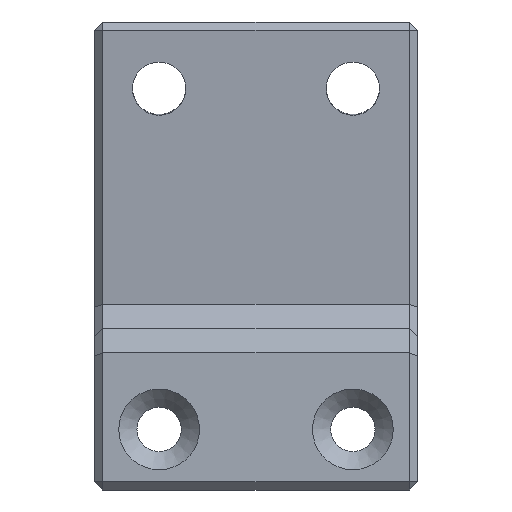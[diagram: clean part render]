
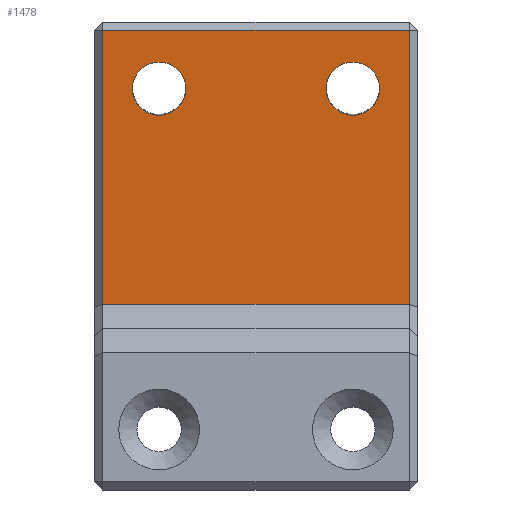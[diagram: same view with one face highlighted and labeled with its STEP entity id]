
A CAD part, left-side view. The second image highlights one B-rep face of the part: STEP entity #1478.
In plain terms, the highlighted planar face has unit normal (-0.996, 0, -0.087).
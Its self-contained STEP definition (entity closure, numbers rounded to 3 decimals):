
#822 = VERTEX_POINT('',#823);
#823 = CARTESIAN_POINT('',(8.983,19.,7.989));
#863 = VERTEX_POINT('',#864);
#864 = CARTESIAN_POINT('',(6.009,19.,41.972));
#870 = EDGE_CURVE('',#822,#863,#871,.T.);
#871 = LINE('',#872,#873);
#872 = CARTESIAN_POINT('',(8.983,19.,7.989));
#873 = VECTOR('',#874,1.);
#874 = DIRECTION('',(-0.087,0.,0.996));
#1037 = VERTEX_POINT('',#1038);
#1038 = CARTESIAN_POINT('',(8.983,-19.,7.989));
#1078 = VERTEX_POINT('',#1079);
#1079 = CARTESIAN_POINT('',(6.009,-19.,41.972));
#1085 = EDGE_CURVE('',#1037,#1078,#1086,.T.);
#1086 = LINE('',#1087,#1088);
#1087 = CARTESIAN_POINT('',(8.983,-19.,7.989));
#1088 = VECTOR('',#1089,1.);
#1089 = DIRECTION('',(-0.087,0.,0.996));
#1456 = EDGE_CURVE('',#822,#1037,#1457,.T.);
#1457 = LINE('',#1458,#1459);
#1458 = CARTESIAN_POINT('',(8.983,20.,7.989));
#1459 = VECTOR('',#1460,1.);
#1460 = DIRECTION('',(0.,-1.,0.));
#1478 = ADVANCED_FACE('',(#1479,#1490,#1501),#1512,.T.);
#1479 = FACE_BOUND('',#1480,.T.);
#1480 = EDGE_LOOP('',(#1481,#1482,#1483,#1489));
#1481 = ORIENTED_EDGE('',*,*,#1456,.T.);
#1482 = ORIENTED_EDGE('',*,*,#1085,.T.);
#1483 = ORIENTED_EDGE('',*,*,#1484,.F.);
#1484 = EDGE_CURVE('',#863,#1078,#1485,.T.);
#1485 = LINE('',#1486,#1487);
#1486 = CARTESIAN_POINT('',(6.009,20.,41.972));
#1487 = VECTOR('',#1488,1.);
#1488 = DIRECTION('',(0.,-1.,0.));
#1489 = ORIENTED_EDGE('',*,*,#870,.F.);
#1490 = FACE_BOUND('',#1491,.T.);
#1491 = EDGE_LOOP('',(#1492));
#1492 = ORIENTED_EDGE('',*,*,#1493,.F.);
#1493 = EDGE_CURVE('',#1494,#1494,#1496,.T.);
#1494 = VERTEX_POINT('',#1495);
#1495 = CARTESIAN_POINT('',(6.645,-8.7,34.711));
#1496 = CIRCLE('',#1497,3.3);
#1497 = AXIS2_PLACEMENT_3D('',#1498,#1499,#1500);
#1498 = CARTESIAN_POINT('',(6.645,-12.,34.711));
#1499 = DIRECTION('',(-0.996,0.,-0.087));
#1500 = DIRECTION('',(0.,1.,0.));
#1501 = FACE_BOUND('',#1502,.T.);
#1502 = EDGE_LOOP('',(#1503));
#1503 = ORIENTED_EDGE('',*,*,#1504,.F.);
#1504 = EDGE_CURVE('',#1505,#1505,#1507,.T.);
#1505 = VERTEX_POINT('',#1506);
#1506 = CARTESIAN_POINT('',(6.645,15.3,34.711));
#1507 = CIRCLE('',#1508,3.3);
#1508 = AXIS2_PLACEMENT_3D('',#1509,#1510,#1511);
#1509 = CARTESIAN_POINT('',(6.645,12.,34.711));
#1510 = DIRECTION('',(-0.996,0.,-0.087));
#1511 = DIRECTION('',(0.,1.,0.));
#1512 = PLANE('',#1513);
#1513 = AXIS2_PLACEMENT_3D('',#1514,#1515,#1516);
#1514 = CARTESIAN_POINT('',(9.244,20.,5.));
#1515 = DIRECTION('',(-0.996,0.,-0.087));
#1516 = DIRECTION('',(-0.087,0.,0.996));
